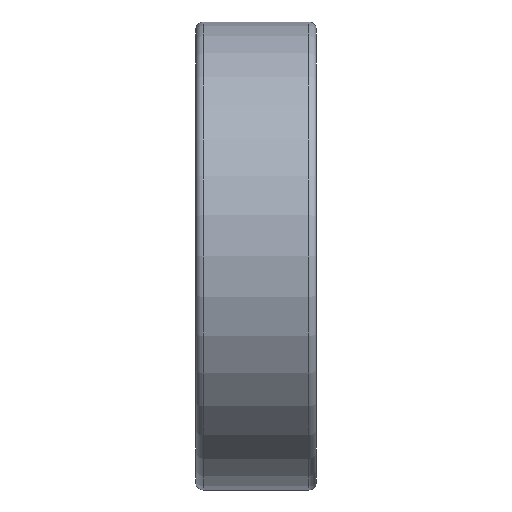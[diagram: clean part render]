
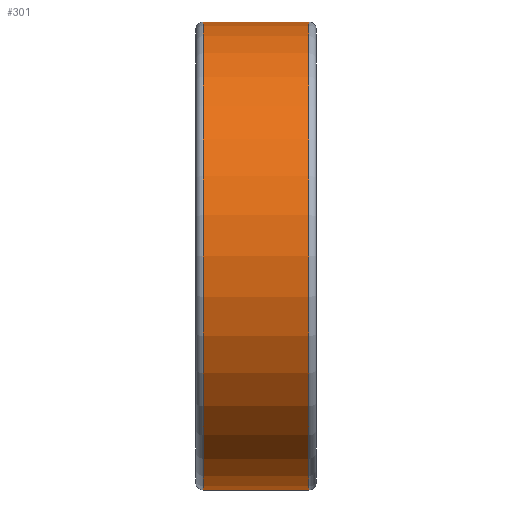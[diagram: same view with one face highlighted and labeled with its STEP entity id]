
A CAD part, front view. The second image highlights one B-rep face of the part: STEP entity #301.
In plain terms, the highlighted cylindrical face has radius 31 mm (diameter 62 mm), a full revolution.
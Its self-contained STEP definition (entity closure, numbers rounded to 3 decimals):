
#79=CYLINDRICAL_SURFACE('',#380,31.);
#121=ORIENTED_EDGE('',*,*,#137,.T.);
#122=ORIENTED_EDGE('',*,*,#145,.F.);
#137=EDGE_CURVE('',#158,#158,#179,.T.);
#145=EDGE_CURVE('',#166,#166,#187,.T.);
#158=VERTEX_POINT('',#542);
#166=VERTEX_POINT('',#566);
#179=CIRCLE('',#363,31.);
#187=CIRCLE('',#379,31.);
#226=EDGE_LOOP('',(#121));
#227=EDGE_LOOP('',(#122));
#268=FACE_BOUND('',#226,.T.);
#269=FACE_BOUND('',#227,.T.);
#301=ADVANCED_FACE('',(#268,#269),#79,.T.);
#363=AXIS2_PLACEMENT_3D('',#541,#441,#442);
#379=AXIS2_PLACEMENT_3D('',#565,#473,#474);
#380=AXIS2_PLACEMENT_3D('',#567,#475,#476);
#441=DIRECTION('',(1.,0.,0.));
#442=DIRECTION('',(0.,0.,-1.));
#473=DIRECTION('',(1.,0.,0.));
#474=DIRECTION('',(0.,0.,-1.));
#475=DIRECTION('',(1.,0.,0.));
#476=DIRECTION('',(0.,0.,-1.));
#541=CARTESIAN_POINT('',(1.,0.,0.));
#542=CARTESIAN_POINT('',(1.,0.,-31.));
#565=CARTESIAN_POINT('',(15.,0.,0.));
#566=CARTESIAN_POINT('',(15.,0.,-31.));
#567=CARTESIAN_POINT('',(16.,0.,0.));
